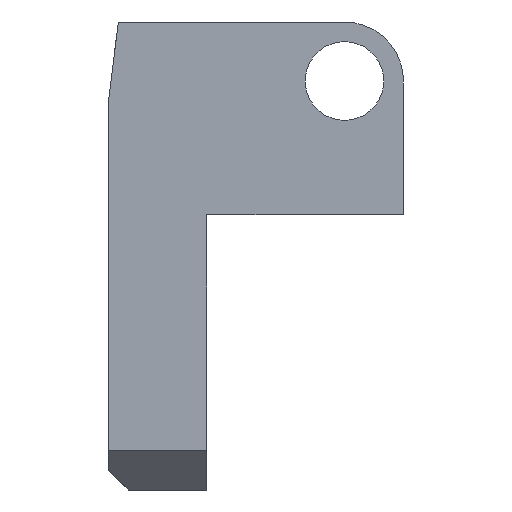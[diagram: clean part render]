
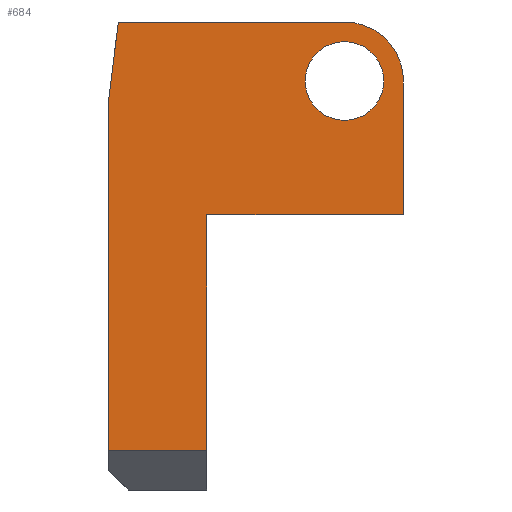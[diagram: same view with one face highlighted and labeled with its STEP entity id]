
A CAD part, front view. The second image highlights one B-rep face of the part: STEP entity #684.
In plain terms, the highlighted planar face has unit normal (0, -1, 0).
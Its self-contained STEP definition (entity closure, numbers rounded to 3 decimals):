
#19 = DIRECTION ( 'NONE',  ( 0., -1., 0. ) ) ;
#46 = LINE ( 'NONE', #87, #1070 ) ;
#73 = ORIENTED_EDGE ( 'NONE', *, *, #458, .T. ) ;
#76 = DIRECTION ( 'NONE',  ( 1., 0., 0. ) ) ;
#85 = VERTEX_POINT ( 'NONE', #430 ) ;
#87 = CARTESIAN_POINT ( 'NONE',  ( 15., -15., 23.8 ) ) ;
#88 = ORIENTED_EDGE ( 'NONE', *, *, #1069, .T. ) ;
#131 = ORIENTED_EDGE ( 'NONE', *, *, #195, .T. ) ;
#160 = LINE ( 'NONE', #822, #1032 ) ;
#171 = VERTEX_POINT ( 'NONE', #1210 ) ;
#195 = EDGE_CURVE ( 'NONE', #1180, #789, #485, .T. ) ;
#201 = ORIENTED_EDGE ( 'NONE', *, *, #275, .F. ) ;
#210 = VERTEX_POINT ( 'NONE', #1326 ) ;
#211 = DIRECTION ( 'NONE',  ( 0., 1., 0. ) ) ;
#250 = CARTESIAN_POINT ( 'NONE',  ( 5., -15., 2. ) ) ;
#257 = DIRECTION ( 'NONE',  ( -1., 0., 0. ) ) ;
#262 = LINE ( 'NONE', #1013, #406 ) ;
#264 = AXIS2_PLACEMENT_3D ( 'NONE', #1175, #439, #1294 ) ;
#275 = EDGE_CURVE ( 'NONE', #171, #426, #1346, .T. ) ;
#281 = VECTOR ( 'NONE', #1082, 1000. ) ;
#283 = CARTESIAN_POINT ( 'NONE',  ( 12., -15., 23.8 ) ) ;
#309 = AXIS2_PLACEMENT_3D ( 'NONE', #1558, #211, #1320 ) ;
#345 = LINE ( 'NONE', #402, #1191 ) ;
#352 = DIRECTION ( 'NONE',  ( 0., 0., 1. ) ) ;
#371 = EDGE_CURVE ( 'NONE', #982, #1040, #262, .T. ) ;
#395 = EDGE_CURVE ( 'NONE', #210, #1334, #920, .T. ) ;
#402 = CARTESIAN_POINT ( 'NONE',  ( 5., -15., 14. ) ) ;
#406 = VECTOR ( 'NONE', #257, 1000. ) ;
#425 = EDGE_CURVE ( 'NONE', #1040, #85, #345, .T. ) ;
#426 = VERTEX_POINT ( 'NONE', #1126 ) ;
#430 = CARTESIAN_POINT ( 'NONE',  ( 5., -15., 2. ) ) ;
#439 = DIRECTION ( 'NONE',  ( 0., 1., 0. ) ) ;
#446 = VECTOR ( 'NONE', #1119, 1000. ) ;
#458 = EDGE_CURVE ( 'NONE', #171, #85, #1176, .T. ) ;
#459 = CARTESIAN_POINT ( 'NONE',  ( 5., -15., 14. ) ) ;
#485 = CIRCLE ( 'NONE', #309, 2. ) ;
#550 = PLANE ( 'NONE',  #264 ) ;
#570 = CARTESIAN_POINT ( 'NONE',  ( 0., -15., 19.8 ) ) ;
#574 = ORIENTED_EDGE ( 'NONE', *, *, #425, .F. ) ;
#640 = ORIENTED_EDGE ( 'NONE', *, *, #1111, .T. ) ;
#680 = ORIENTED_EDGE ( 'NONE', *, *, #371, .F. ) ;
#684 = ADVANCED_FACE ( 'NONE', ( #725, #1588 ), #550, .F. ) ;
#700 = CARTESIAN_POINT ( 'NONE',  ( 12., -15., 18.8 ) ) ;
#725 = FACE_BOUND ( 'NONE', #1595, .T. ) ;
#728 = VECTOR ( 'NONE', #352, 1000. ) ;
#754 = ORIENTED_EDGE ( 'NONE', *, *, #1251, .F. ) ;
#762 = CIRCLE ( 'NONE', #1290, 2. ) ;
#776 = ORIENTED_EDGE ( 'NONE', *, *, #781, .F. ) ;
#781 = EDGE_CURVE ( 'NONE', #1242, #1334, #160, .T. ) ;
#783 = LINE ( 'NONE', #570, #281 ) ;
#786 = CARTESIAN_POINT ( 'NONE',  ( 12., -15., 20.8 ) ) ;
#789 = VERTEX_POINT ( 'NONE', #700 ) ;
#822 = CARTESIAN_POINT ( 'NONE',  ( -15., -15., 23.8 ) ) ;
#852 = EDGE_LOOP ( 'NONE', ( #754, #1178, #776, #640, #201, #73, #574, #680 ) ) ;
#866 = CARTESIAN_POINT ( 'NONE',  ( 0.5, -15., 23.8 ) ) ;
#909 = DIRECTION ( 'NONE',  ( 0., 1., 0. ) ) ;
#920 = CIRCLE ( 'NONE', #1456, 3. ) ;
#982 = VERTEX_POINT ( 'NONE', #1010 ) ;
#1000 = DIRECTION ( 'NONE',  ( 0., 0., -1. ) ) ;
#1010 = CARTESIAN_POINT ( 'NONE',  ( 15., -15., 14. ) ) ;
#1013 = CARTESIAN_POINT ( 'NONE',  ( 15., -15., 14. ) ) ;
#1032 = VECTOR ( 'NONE', #76, 1000. ) ;
#1040 = VERTEX_POINT ( 'NONE', #459 ) ;
#1064 = DIRECTION ( 'NONE',  ( 0., 0., 1. ) ) ;
#1069 = EDGE_CURVE ( 'NONE', #789, #1180, #762, .T. ) ;
#1070 = VECTOR ( 'NONE', #1363, 1000. ) ;
#1082 = DIRECTION ( 'NONE',  ( -0.124, 0., -0.992 ) ) ;
#1111 = EDGE_CURVE ( 'NONE', #1242, #426, #783, .T. ) ;
#1119 = DIRECTION ( 'NONE',  ( 1., 0., 0. ) ) ;
#1126 = CARTESIAN_POINT ( 'NONE',  ( 0., -15., 19.8 ) ) ;
#1141 = DIRECTION ( 'NONE',  ( 0., 0., 1. ) ) ;
#1175 = CARTESIAN_POINT ( 'NONE',  ( -15., -15., 23.8 ) ) ;
#1176 = LINE ( 'NONE', #250, #446 ) ;
#1178 = ORIENTED_EDGE ( 'NONE', *, *, #395, .T. ) ;
#1180 = VERTEX_POINT ( 'NONE', #1451 ) ;
#1191 = VECTOR ( 'NONE', #1000, 1000. ) ;
#1210 = CARTESIAN_POINT ( 'NONE',  ( 0., -15., 2. ) ) ;
#1242 = VERTEX_POINT ( 'NONE', #866 ) ;
#1251 = EDGE_CURVE ( 'NONE', #210, #982, #46, .T. ) ;
#1290 = AXIS2_PLACEMENT_3D ( 'NONE', #786, #909, #1064 ) ;
#1294 = DIRECTION ( 'NONE',  ( 0., 0., 1. ) ) ;
#1320 = DIRECTION ( 'NONE',  ( 0., 0., 1. ) ) ;
#1326 = CARTESIAN_POINT ( 'NONE',  ( 15., -15., 20.8 ) ) ;
#1334 = VERTEX_POINT ( 'NONE', #283 ) ;
#1346 = LINE ( 'NONE', #1570, #728 ) ;
#1363 = DIRECTION ( 'NONE',  ( 0., 0., -1. ) ) ;
#1451 = CARTESIAN_POINT ( 'NONE',  ( 12., -15., 22.8 ) ) ;
#1456 = AXIS2_PLACEMENT_3D ( 'NONE', #1501, #19, #1141 ) ;
#1501 = CARTESIAN_POINT ( 'NONE',  ( 12., -15., 20.8 ) ) ;
#1558 = CARTESIAN_POINT ( 'NONE',  ( 12., -15., 20.8 ) ) ;
#1570 = CARTESIAN_POINT ( 'NONE',  ( 0., -15., 0. ) ) ;
#1588 = FACE_OUTER_BOUND ( 'NONE', #852, .T. ) ;
#1595 = EDGE_LOOP ( 'NONE', ( #131, #88 ) ) ;
